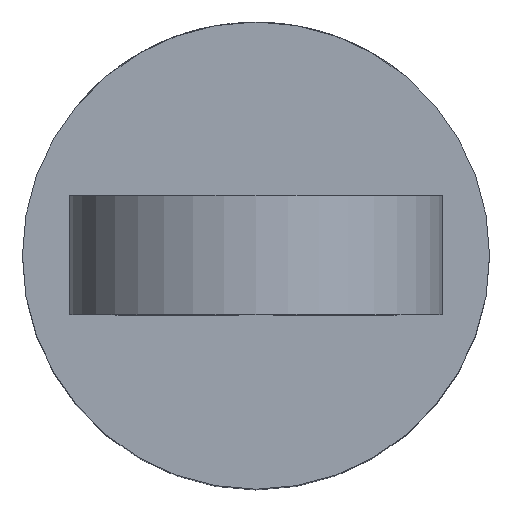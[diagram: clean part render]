
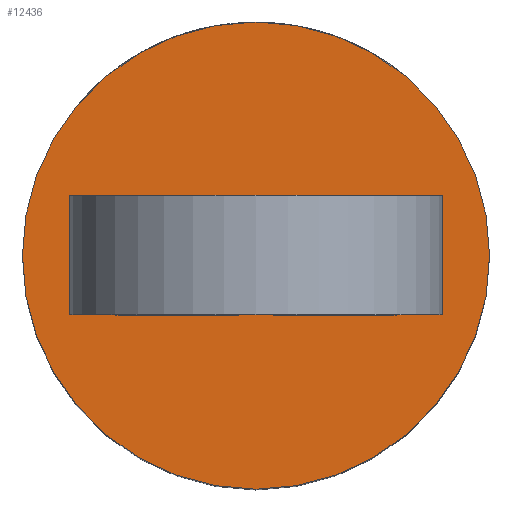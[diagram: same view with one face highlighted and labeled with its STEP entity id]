
A CAD part, top view. The second image highlights one B-rep face of the part: STEP entity #12436.
In plain terms, the highlighted planar face has unit normal (0, 0, 1).
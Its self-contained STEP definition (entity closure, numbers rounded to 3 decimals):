
#78 = DIRECTION ( 'NONE',  ( 1., 0., 0. ) ) ;
#155 = CARTESIAN_POINT ( 'NONE',  ( -1.59, 0., 3.05 ) ) ;
#530 = EDGE_CURVE ( 'NONE', #12405, #8136, #6187, .T. ) ;
#840 = DIRECTION ( 'NONE',  ( -1., 0., 0. ) ) ;
#875 = ORIENTED_EDGE ( 'NONE', *, *, #9929, .T. ) ;
#910 = LINE ( 'NONE', #11470, #5502 ) ;
#1001 = CARTESIAN_POINT ( 'NONE',  ( 0.5, -0.405, 3.05 ) ) ;
#1076 = FACE_BOUND ( 'NONE', #8937, .T. ) ;
#1125 = ORIENTED_EDGE ( 'NONE', *, *, #11083, .T. ) ;
#1209 = DIRECTION ( 'NONE',  ( -1., 0., 0. ) ) ;
#1416 = VERTEX_POINT ( 'NONE', #10229 ) ;
#1822 = ORIENTED_EDGE ( 'NONE', *, *, #9632, .F. ) ;
#1982 = DIRECTION ( 'NONE',  ( 0., -1., 0. ) ) ;
#1995 = ORIENTED_EDGE ( 'NONE', *, *, #6869, .T. ) ;
#2000 = AXIS2_PLACEMENT_3D ( 'NONE', #7363, #11480, #10469 ) ;
#2347 = VERTEX_POINT ( 'NONE', #10440 ) ;
#2790 = LINE ( 'NONE', #8050, #8742 ) ;
#2844 = DIRECTION ( 'NONE',  ( 0., -1., 0. ) ) ;
#3004 = LINE ( 'NONE', #12464, #10703 ) ;
#3016 = ORIENTED_EDGE ( 'NONE', *, *, #11493, .F. ) ;
#3043 = VERTEX_POINT ( 'NONE', #9541 ) ;
#3232 = CARTESIAN_POINT ( 'NONE',  ( -0.5, -0.405, 3.05 ) ) ;
#3355 = CARTESIAN_POINT ( 'NONE',  ( -0.12, 0.405, 3.05 ) ) ;
#3458 = VERTEX_POINT ( 'NONE', #3982 ) ;
#3530 = VERTEX_POINT ( 'NONE', #155 ) ;
#3896 = VERTEX_POINT ( 'NONE', #10877 ) ;
#3982 = CARTESIAN_POINT ( 'NONE',  ( -0.12, -0.405, 3.05 ) ) ;
#4400 = CIRCLE ( 'NONE', #2000, 1.59 ) ;
#5248 = PLANE ( 'NONE',  #11368 ) ;
#5432 = ORIENTED_EDGE ( 'NONE', *, *, #10992, .F. ) ;
#5502 = VECTOR ( 'NONE', #840, 1000. ) ;
#5716 = VECTOR ( 'NONE', #13209, 1000. ) ;
#5718 = CIRCLE ( 'NONE', #13303, 1.59 ) ;
#5721 = CARTESIAN_POINT ( 'NONE',  ( -0.5, 0.405, 3.05 ) ) ;
#6187 = LINE ( 'NONE', #1001, #11279 ) ;
#6272 = DIRECTION ( 'NONE',  ( 0., 0., 1. ) ) ;
#6363 = DIRECTION ( 'NONE',  ( 0., 0., 1. ) ) ;
#6533 = CARTESIAN_POINT ( 'NONE',  ( -0.5, -0.405, 3.05 ) ) ;
#6808 = EDGE_CURVE ( 'NONE', #3530, #2347, #4400, .T. ) ;
#6869 = EDGE_CURVE ( 'NONE', #3458, #7293, #7816, .T. ) ;
#7228 = VECTOR ( 'NONE', #10427, 1000. ) ;
#7293 = VERTEX_POINT ( 'NONE', #3232 ) ;
#7358 = EDGE_LOOP ( 'NONE', ( #10535, #875 ) ) ;
#7363 = CARTESIAN_POINT ( 'NONE',  ( 0., 0., 3.05 ) ) ;
#7540 = EDGE_LOOP ( 'NONE', ( #1822, #10396, #11603, #3016 ) ) ;
#7816 = LINE ( 'NONE', #6533, #9612 ) ;
#7946 = ORIENTED_EDGE ( 'NONE', *, *, #10493, .F. ) ;
#8050 = CARTESIAN_POINT ( 'NONE',  ( 0.12, 0.405, 3.05 ) ) ;
#8136 = VERTEX_POINT ( 'NONE', #9636 ) ;
#8255 = CARTESIAN_POINT ( 'NONE',  ( 0.5, -0.405, 3.05 ) ) ;
#8464 = CARTESIAN_POINT ( 'NONE',  ( 0.5, 0.405, 3.05 ) ) ;
#8477 = DIRECTION ( 'NONE',  ( 1., 0., 0. ) ) ;
#8742 = VECTOR ( 'NONE', #1982, 1000. ) ;
#8937 = EDGE_LOOP ( 'NONE', ( #5432, #1125, #1995, #7946 ) ) ;
#9541 = CARTESIAN_POINT ( 'NONE',  ( 0.5, 0.405, 3.05 ) ) ;
#9612 = VECTOR ( 'NONE', #11944, 1000. ) ;
#9632 = EDGE_CURVE ( 'NONE', #3043, #1416, #910, .T. ) ;
#9636 = CARTESIAN_POINT ( 'NONE',  ( 0.12, -0.405, 3.05 ) ) ;
#9929 = EDGE_CURVE ( 'NONE', #2347, #3530, #5718, .T. ) ;
#9949 = CARTESIAN_POINT ( 'NONE',  ( -0.5, 0.405, 3.05 ) ) ;
#10229 = CARTESIAN_POINT ( 'NONE',  ( 0.12, 0.405, 3.05 ) ) ;
#10396 = ORIENTED_EDGE ( 'NONE', *, *, #13237, .T. ) ;
#10421 = FACE_OUTER_BOUND ( 'NONE', #7358, .T. ) ;
#10427 = DIRECTION ( 'NONE',  ( 0., -1., 0. ) ) ;
#10440 = CARTESIAN_POINT ( 'NONE',  ( 1.59, 0., 3.05 ) ) ;
#10469 = DIRECTION ( 'NONE',  ( 1., 0., 0. ) ) ;
#10493 = EDGE_CURVE ( 'NONE', #3896, #7293, #12163, .T. ) ;
#10535 = ORIENTED_EDGE ( 'NONE', *, *, #6808, .T. ) ;
#10703 = VECTOR ( 'NONE', #11577, 1000. ) ;
#10877 = CARTESIAN_POINT ( 'NONE',  ( -0.5, 0.405, 3.05 ) ) ;
#10992 = EDGE_CURVE ( 'NONE', #11622, #3896, #13005, .T. ) ;
#11083 = EDGE_CURVE ( 'NONE', #11622, #3458, #3004, .T. ) ;
#11279 = VECTOR ( 'NONE', #1209, 1000. ) ;
#11368 = AXIS2_PLACEMENT_3D ( 'NONE', #11437, #6272, #78 ) ;
#11437 = CARTESIAN_POINT ( 'NONE',  ( 0., 0., 3.05 ) ) ;
#11470 = CARTESIAN_POINT ( 'NONE',  ( 0.5, 0.405, 3.05 ) ) ;
#11480 = DIRECTION ( 'NONE',  ( 0., 0., 1. ) ) ;
#11493 = EDGE_CURVE ( 'NONE', #1416, #8136, #2790, .T. ) ;
#11501 = LINE ( 'NONE', #8464, #7228 ) ;
#11577 = DIRECTION ( 'NONE',  ( 0., -1., 0. ) ) ;
#11598 = CARTESIAN_POINT ( 'NONE',  ( 0., 0., 3.05 ) ) ;
#11603 = ORIENTED_EDGE ( 'NONE', *, *, #530, .T. ) ;
#11622 = VERTEX_POINT ( 'NONE', #3355 ) ;
#11944 = DIRECTION ( 'NONE',  ( -1., 0., 0. ) ) ;
#12163 = LINE ( 'NONE', #5721, #12442 ) ;
#12405 = VERTEX_POINT ( 'NONE', #8255 ) ;
#12436 = ADVANCED_FACE ( 'NONE', ( #12457, #1076, #10421 ), #5248, .T. ) ;
#12442 = VECTOR ( 'NONE', #2844, 1000. ) ;
#12457 = FACE_BOUND ( 'NONE', #7540, .T. ) ;
#12464 = CARTESIAN_POINT ( 'NONE',  ( -0.12, 0.405, 3.05 ) ) ;
#13005 = LINE ( 'NONE', #9949, #5716 ) ;
#13209 = DIRECTION ( 'NONE',  ( -1., 0., 0. ) ) ;
#13237 = EDGE_CURVE ( 'NONE', #3043, #12405, #11501, .T. ) ;
#13303 = AXIS2_PLACEMENT_3D ( 'NONE', #11598, #6363, #8477 ) ;
